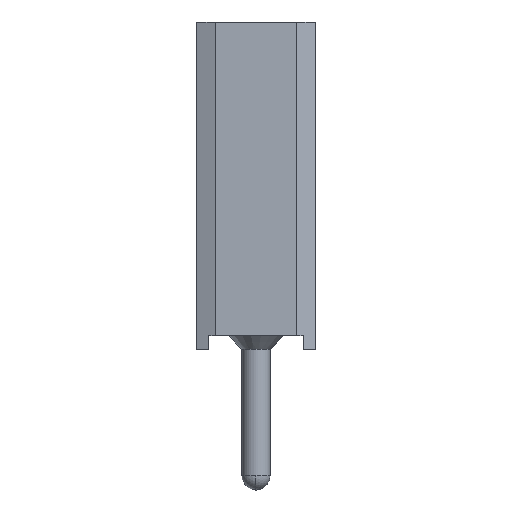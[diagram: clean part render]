
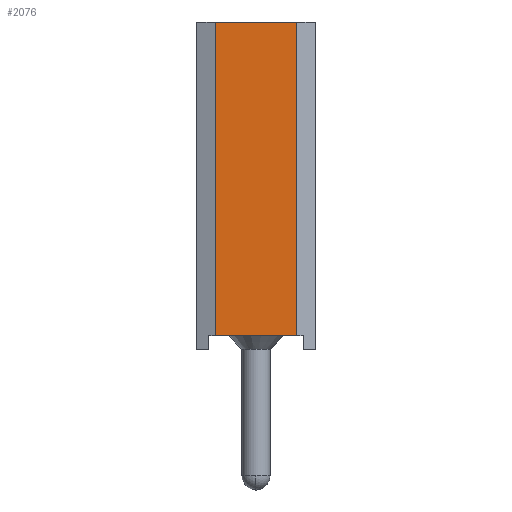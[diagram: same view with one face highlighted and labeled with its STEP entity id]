
A CAD part, front view. The second image highlights one B-rep face of the part: STEP entity #2076.
In plain terms, the highlighted planar face has unit normal (0, -1, 0).
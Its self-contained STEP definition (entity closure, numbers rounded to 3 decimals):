
#2050 = VERTEX_POINT('',#2051);
#2051 = CARTESIAN_POINT('',(0.824,-19.064,0.323));
#2059 = VERTEX_POINT('',#2060);
#2060 = CARTESIAN_POINT('',(0.824,-19.064,7.034));
#2066 = EDGE_CURVE('',#2050,#2059,#2067,.T.);
#2067 = LINE('',#2068,#2069);
#2068 = CARTESIAN_POINT('',(0.824,-19.064,0.023)
  );
#2069 = VECTOR('',#2070,1.);
#2070 = DIRECTION('',(0.,0.,1.));
#2076 = ADVANCED_FACE('',(#2077),#2102,.T.);
#2077 = FACE_BOUND('',#2078,.T.);
#2078 = EDGE_LOOP('',(#2079,#2087,#2088,#2096));
#2079 = ORIENTED_EDGE('',*,*,#2080,.T.);
#2080 = EDGE_CURVE('',#2081,#2050,#2083,.T.);
#2081 = VERTEX_POINT('',#2082);
#2082 = CARTESIAN_POINT('',(-0.916,-19.064,0.323));
#2083 = LINE('',#2084,#2085);
#2084 = CARTESIAN_POINT('',(-1.056,-19.064,0.323));
#2085 = VECTOR('',#2086,1.);
#2086 = DIRECTION('',(1.,0.,0.));
#2087 = ORIENTED_EDGE('',*,*,#2066,.T.);
#2088 = ORIENTED_EDGE('',*,*,#2089,.F.);
#2089 = EDGE_CURVE('',#2090,#2059,#2092,.T.);
#2090 = VERTEX_POINT('',#2091);
#2091 = CARTESIAN_POINT('',(-0.916,-19.064,7.034));
#2092 = LINE('',#2093,#2094);
#2093 = CARTESIAN_POINT('',(-0.916,-19.064,7.034));
#2094 = VECTOR('',#2095,1.);
#2095 = DIRECTION('',(1.,0.,0.));
#2096 = ORIENTED_EDGE('',*,*,#2097,.F.);
#2097 = EDGE_CURVE('',#2081,#2090,#2098,.T.);
#2098 = LINE('',#2099,#2100);
#2099 = CARTESIAN_POINT('',(-0.916,-19.064,0.023
    ));
#2100 = VECTOR('',#2101,1.);
#2101 = DIRECTION('',(0.,0.,1.));
#2102 = PLANE('',#2103);
#2103 = AXIS2_PLACEMENT_3D('',#2104,#2105,#2106);
#2104 = CARTESIAN_POINT('',(-0.916,-19.064,0.023
    ));
#2105 = DIRECTION('',(0.,-1.,0.));
#2106 = DIRECTION('',(1.,0.,0.));
